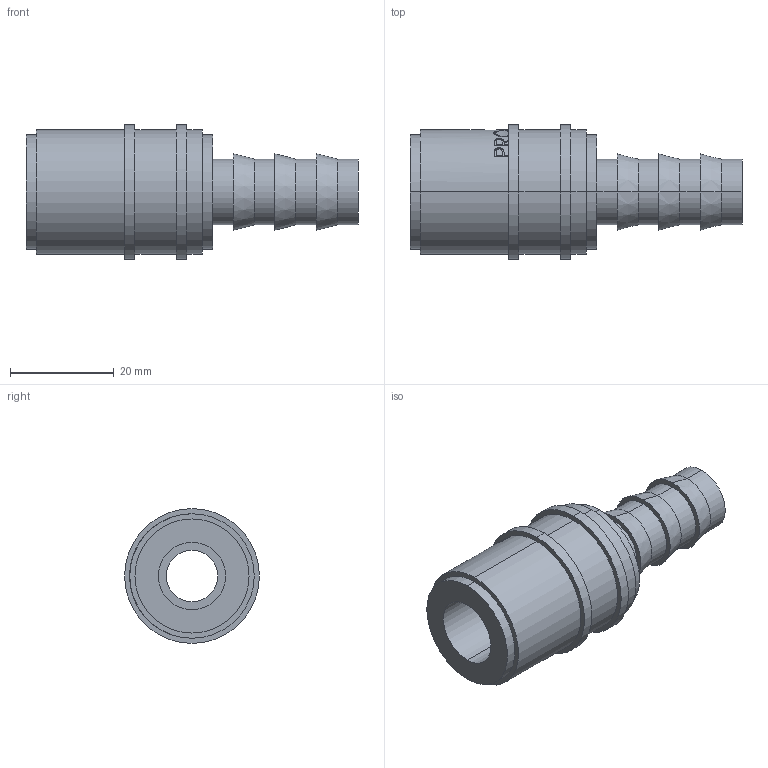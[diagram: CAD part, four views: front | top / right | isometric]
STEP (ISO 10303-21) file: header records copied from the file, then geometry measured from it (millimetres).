
FILE_DESCRIPTION (( 'STEP AP203' ), '1' );
FILE_NAME ('5c3f.STEP', '2022-08-05T10:22:17', ( '' ), ( '' ), 'SwSTEP 2.0', 'SolidWorks 2019', '' );
FILE_SCHEMA (( 'CONFIG_CONTROL_DESIGN' ));
Length unit declared in the file: millimetre
Products named in the file (1): 5c3f
Bounding box: 64 x 26 x 26 mm (x, y, z)
Volume: 14103.3 mm3; surface area: 7294.1 mm2
Topology: 1 solids, 1 shells, 140 faces, 360 edges, 230 vertices
Faces by surface type: cylinder 47, plane 45, bspline 42, cone 6
Entity records: 9058 total; most frequent: CARTESIAN_POINT 5884, ORIENTED_EDGE 720, DIRECTION 526, EDGE_CURVE 360, VERTEX_POINT 230, AXIS2_PLACEMENT_3D 221, EDGE_LOOP 156, B_SPLINE_CURVE_WITH_KNOTS 154
